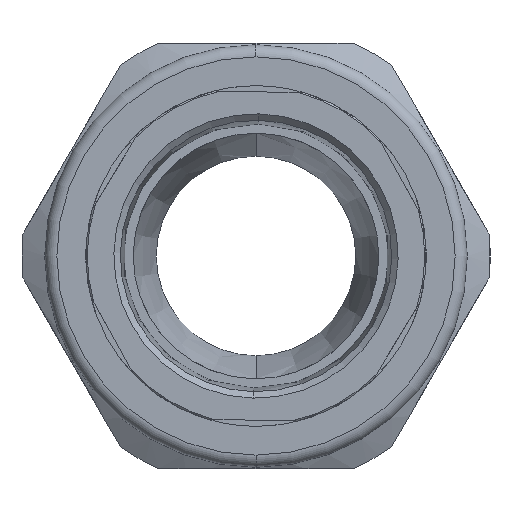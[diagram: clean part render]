
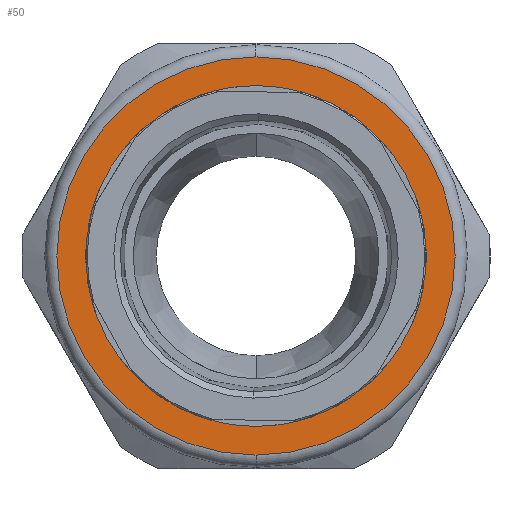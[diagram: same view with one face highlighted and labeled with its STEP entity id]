
A CAD part, left-side view. The second image highlights one B-rep face of the part: STEP entity #50.
In plain terms, the highlighted planar face has unit normal (-1, 0, 0).
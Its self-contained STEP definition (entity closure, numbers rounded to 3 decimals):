
#8 = CARTESIAN_POINT ( 'NONE',  ( -6.13, 0., 0. ) ) ;
#50 = ADVANCED_FACE ( 'NONE', ( #2070, #2497 ), #1006, .T. ) ;
#171 = CIRCLE ( 'NONE', #1116, 28. ) ;
#183 = CARTESIAN_POINT ( 'NONE',  ( -6.13, 0., 32.75 ) ) ;
#210 = EDGE_LOOP ( 'NONE', ( #2355, #2711 ) ) ;
#228 = DIRECTION ( 'NONE',  ( -1., 0., 0. ) ) ;
#268 = VERTEX_POINT ( 'NONE', #2010 ) ;
#311 = AXIS2_PLACEMENT_3D ( 'NONE', #2019, #2260, #3041 ) ;
#652 = AXIS2_PLACEMENT_3D ( 'NONE', #8, #228, #1020 ) ;
#820 = ORIENTED_EDGE ( 'NONE', *, *, #1385, .F. ) ;
#912 = EDGE_CURVE ( 'NONE', #1158, #268, #171, .T. ) ;
#1006 = PLANE ( 'NONE',  #652 ) ;
#1020 = DIRECTION ( 'NONE',  ( 0., 0., 1. ) ) ;
#1022 = DIRECTION ( 'NONE',  ( -1., 0., 0. ) ) ;
#1116 = AXIS2_PLACEMENT_3D ( 'NONE', #2276, #1022, #1850 ) ;
#1158 = VERTEX_POINT ( 'NONE', #1247 ) ;
#1159 = AXIS2_PLACEMENT_3D ( 'NONE', #1844, #1326, #1875 ) ;
#1247 = CARTESIAN_POINT ( 'NONE',  ( -6.13, 0.539, -27.995 ) ) ;
#1326 = DIRECTION ( 'NONE',  ( 1., 0., 0. ) ) ;
#1385 = EDGE_CURVE ( 'NONE', #1918, #2869, #2866, .T. ) ;
#1399 = CARTESIAN_POINT ( 'NONE',  ( -6.13, 0., 0. ) ) ;
#1636 = CARTESIAN_POINT ( 'NONE',  ( -6.13, 0., -32.75 ) ) ;
#1688 = DIRECTION ( 'NONE',  ( 1., 0., 0. ) ) ;
#1734 = CIRCLE ( 'NONE', #311, 28. ) ;
#1844 = CARTESIAN_POINT ( 'NONE',  ( -6.13, 0., 0. ) ) ;
#1850 = DIRECTION ( 'NONE',  ( 0., 0., 1. ) ) ;
#1875 = DIRECTION ( 'NONE',  ( 0., 0., -1. ) ) ;
#1918 = VERTEX_POINT ( 'NONE', #183 ) ;
#2010 = CARTESIAN_POINT ( 'NONE',  ( -6.13, -0.539, 27.995 ) ) ;
#2019 = CARTESIAN_POINT ( 'NONE',  ( -6.13, 0., 0. ) ) ;
#2070 = FACE_BOUND ( 'NONE', #210, .T. ) ;
#2084 = EDGE_LOOP ( 'NONE', ( #2523, #820 ) ) ;
#2168 = DIRECTION ( 'NONE',  ( 0., 0., -1. ) ) ;
#2260 = DIRECTION ( 'NONE',  ( -1., 0., 0. ) ) ;
#2272 = EDGE_CURVE ( 'NONE', #2869, #1918, #2918, .T. ) ;
#2276 = CARTESIAN_POINT ( 'NONE',  ( -6.13, 0., 0. ) ) ;
#2355 = ORIENTED_EDGE ( 'NONE', *, *, #2959, .F. ) ;
#2497 = FACE_OUTER_BOUND ( 'NONE', #2084, .T. ) ;
#2523 = ORIENTED_EDGE ( 'NONE', *, *, #2272, .F. ) ;
#2711 = ORIENTED_EDGE ( 'NONE', *, *, #912, .F. ) ;
#2866 = CIRCLE ( 'NONE', #1159, 32.75 ) ;
#2869 = VERTEX_POINT ( 'NONE', #1636 ) ;
#2870 = AXIS2_PLACEMENT_3D ( 'NONE', #1399, #1688, #2168 ) ;
#2918 = CIRCLE ( 'NONE', #2870, 32.75 ) ;
#2959 = EDGE_CURVE ( 'NONE', #268, #1158, #1734, .T. ) ;
#3041 = DIRECTION ( 'NONE',  ( 0., 0., 1. ) ) ;
